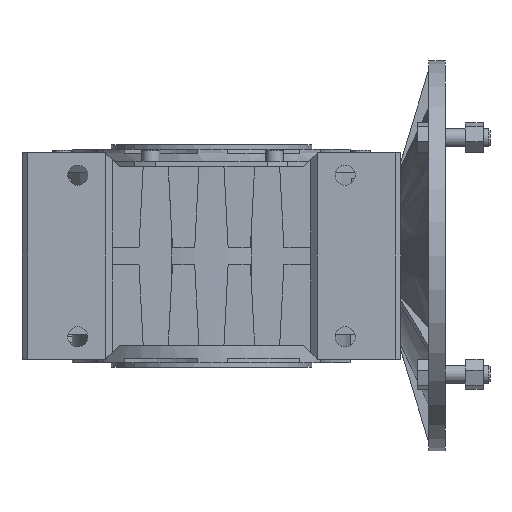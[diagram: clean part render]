
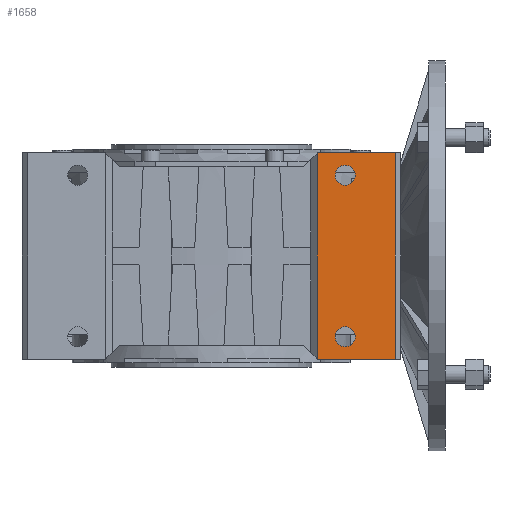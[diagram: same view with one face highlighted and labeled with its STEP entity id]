
A CAD part, front view. The second image highlights one B-rep face of the part: STEP entity #1658.
In plain terms, the highlighted face is planar.
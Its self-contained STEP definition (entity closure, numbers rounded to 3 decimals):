
#1658 = ADVANCED_FACE( '', ( #3837, #3838, #3839 ), #3840, .F. );
#3837 = FACE_BOUND( '', #6616, .T. );
#3838 = FACE_BOUND( '', #6617, .T. );
#3839 = FACE_OUTER_BOUND( '', #6618, .T. );
#3840 = PLANE( '', #6619 );
#6616 = EDGE_LOOP( '', ( #11496 ) );
#6617 = EDGE_LOOP( '', ( #11497 ) );
#6618 = EDGE_LOOP( '', ( #11498, #11499, #11500, #11501 ) );
#6619 = AXIS2_PLACEMENT_3D( '', #11502, #11503, #11504 );
#11496 = ORIENTED_EDGE( '', *, *, #17709, .T. );
#11497 = ORIENTED_EDGE( '', *, *, #17710, .T. );
#11498 = ORIENTED_EDGE( '', *, *, #16054, .T. );
#11499 = ORIENTED_EDGE( '', *, *, #17060, .F. );
#11500 = ORIENTED_EDGE( '', *, *, #17711, .F. );
#11501 = ORIENTED_EDGE( '', *, *, #17712, .T. );
#11502 = CARTESIAN_POINT( '', ( 92.5, 95., -170. ) );
#11503 = DIRECTION( '', ( 0., 0., 1. ) );
#11504 = DIRECTION( '', ( 1., 0., 0. ) );
#16054 = EDGE_CURVE( '', #19132, #19133, #19134, .T. );
#17060 = EDGE_CURVE( '', #20855, #19133, #20857, .T. );
#17709 = EDGE_CURVE( '', #21850, #21850, #21851, .T. );
#17710 = EDGE_CURVE( '', #21852, #21852, #21853, .T. );
#17711 = EDGE_CURVE( '', #20092, #20855, #21854, .T. );
#17712 = EDGE_CURVE( '', #20092, #19132, #21855, .T. );
#19132 = VERTEX_POINT( '', #23632 );
#19133 = VERTEX_POINT( '', #23633 );
#19134 = LINE( '', #23634, #23635 );
#20092 = VERTEX_POINT( '', #25008 );
#20855 = VERTEX_POINT( '', #26065 );
#20857 = LINE( '', #26068, #26069 );
#21850 = VERTEX_POINT( '', #27438 );
#21851 = CIRCLE( '', #27439, 9. );
#21852 = VERTEX_POINT( '', #27440 );
#21853 = CIRCLE( '', #27441, 9. );
#21854 = LINE( '', #27442, #27443 );
#21855 = LINE( '', #27444, #27445 );
#23632 = CARTESIAN_POINT( '', ( -92.5, 95., -170. ) );
#23633 = CARTESIAN_POINT( '', ( -92.5, 165., -170. ) );
#23634 = CARTESIAN_POINT( '', ( -92.5, 95., -170. ) );
#23635 = VECTOR( '', #29669, 1000. );
#25008 = CARTESIAN_POINT( '', ( 92.5, 95., -170. ) );
#26065 = CARTESIAN_POINT( '', ( 92.5, 165., -170. ) );
#26068 = CARTESIAN_POINT( '', ( 92.5, 165., -170. ) );
#26069 = VECTOR( '', #30747, 1000. );
#27438 = CARTESIAN_POINT( '', ( 81.5, 120., -170. ) );
#27439 = AXIS2_PLACEMENT_3D( '', #31550, #31551, #31552 );
#27440 = CARTESIAN_POINT( '', ( -63.5, 120., -170. ) );
#27441 = AXIS2_PLACEMENT_3D( '', #31553, #31554, #31555 );
#27442 = CARTESIAN_POINT( '', ( 92.5, 95., -170. ) );
#27443 = VECTOR( '', #31556, 1000. );
#27444 = CARTESIAN_POINT( '', ( 92.5, 95., -170. ) );
#27445 = VECTOR( '', #31557, 1000. );
#29669 = DIRECTION( '', ( 0., 1., 0. ) );
#30747 = DIRECTION( '', ( -1., 0., 0. ) );
#31550 = CARTESIAN_POINT( '', ( 72.5, 120., -170. ) );
#31551 = DIRECTION( '', ( 0., 0., 1. ) );
#31552 = DIRECTION( '', ( 1., 0., 0. ) );
#31553 = CARTESIAN_POINT( '', ( -72.5, 120., -170. ) );
#31554 = DIRECTION( '', ( 0., 0., 1. ) );
#31555 = DIRECTION( '', ( 1., 0., 0. ) );
#31556 = DIRECTION( '', ( 0., 1., 0. ) );
#31557 = DIRECTION( '', ( -1., 0., 0. ) );
